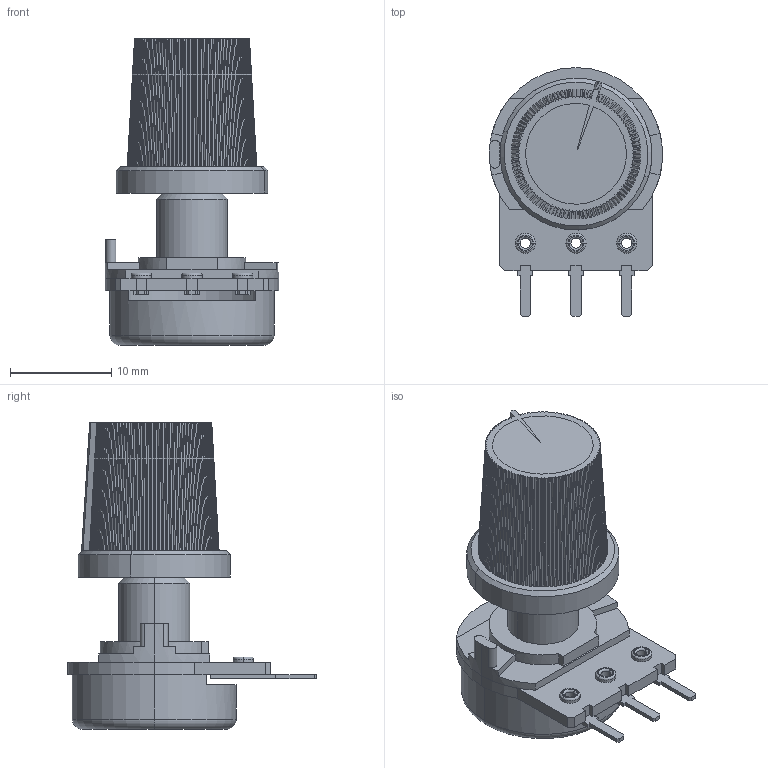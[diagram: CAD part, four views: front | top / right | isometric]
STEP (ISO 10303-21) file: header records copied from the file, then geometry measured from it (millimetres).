
FILE_DESCRIPTION (( 'STEP AP214' ), '1' );
FILE_NAME ('potentiometer 10k.STEP', '2014-11-12T21:37:48', ( '' ), ( '' ), 'SwSTEP 2.0', 'SolidWorks 2014', '' );
FILE_SCHEMA (( 'AUTOMOTIVE_DESIGN' ));
Length unit declared in the file: millimetre
Products named in the file (3): POTENTIOMETER; potentiometer 10k; bouton potentiomètre
Assembly tree (2 placements, depth 2):
  potentiometer 10k
    POTENTIOMETER
    bouton potentiomètre
Bounding box: 17.1 x 24.55 x 30.26 mm (x, y, z)
Volume: 2295.2 mm3; surface area: 4544.6 mm2
Topology: 11 solids, 13 shells, 569 faces, 1552 edges, 1020 vertices
Faces by surface type: plane 354, cone 125, cylinder 72, torus 16, bspline 2
Entity records: 20297 total; most frequent: CARTESIAN_POINT 4214, ORIENTED_EDGE 3104, DIRECTION 2900, EDGE_CURVE 1552, AXIS2_PLACEMENT_3D 1020, VERTEX_POINT 1020, LINE 860, VECTOR 860
